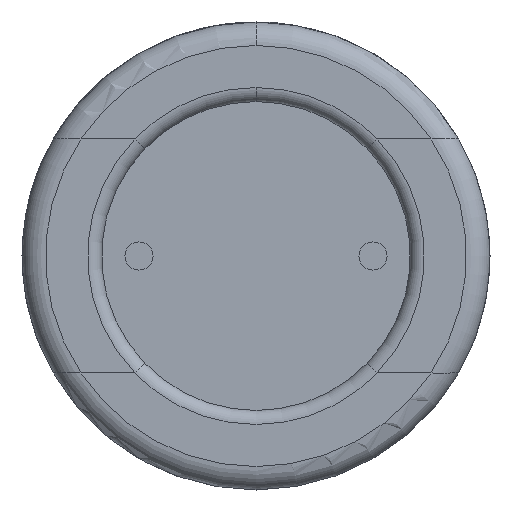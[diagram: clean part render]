
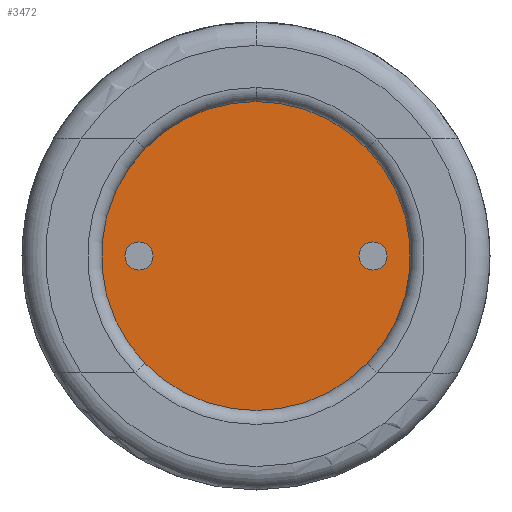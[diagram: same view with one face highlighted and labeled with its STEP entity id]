
A CAD part, front view. The second image highlights one B-rep face of the part: STEP entity #3472.
In plain terms, the highlighted planar face has unit normal (0, -1, 0).
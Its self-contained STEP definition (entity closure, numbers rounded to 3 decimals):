
#1326 = DIRECTION ( 'NONE',  ( 0., 0., -1. ) ) ;
#1774 = VERTEX_POINT ( 'NONE', #8849 ) ;
#1801 = AXIS2_PLACEMENT_3D ( 'NONE', #7261, #10117, #1326 ) ;
#1874 = EDGE_CURVE ( 'NONE', #11074, #4779, #5322, .T. ) ;
#2167 = FACE_OUTER_BOUND ( 'NONE', #10690, .T. ) ;
#2199 = CARTESIAN_POINT ( 'NONE',  ( -2.375, 0.3, -2.292 ) ) ;
#2219 = DIRECTION ( 'NONE',  ( 0., -1., 0. ) ) ;
#2284 = DIRECTION ( 'NONE',  ( 0., 0., -1. ) ) ;
#2734 = EDGE_CURVE ( 'NONE', #10522, #1774, #6099, .T. ) ;
#3170 = AXIS2_PLACEMENT_3D ( 'NONE', #3172, #6523, #2284 ) ;
#3171 = ORIENTED_EDGE ( 'NONE', *, *, #1874, .T. ) ;
#3172 = CARTESIAN_POINT ( 'NONE',  ( 0., 0.3, 0. ) ) ;
#3418 = DIRECTION ( 'NONE',  ( 0., 0., -1. ) ) ;
#3472 = ADVANCED_FACE ( 'NONE', ( #2167 ), #3945, .T. ) ;
#3666 = CIRCLE ( 'NONE', #9978, 3.3 ) ;
#3668 = EDGE_CURVE ( 'NONE', #1774, #8554, #10964, .T. ) ;
#3945 = PLANE ( 'NONE',  #5571 ) ;
#4273 = CARTESIAN_POINT ( 'NONE',  ( 0., 0.3, 3.3 ) ) ;
#4608 = CARTESIAN_POINT ( 'NONE',  ( 0., 0.3, 0. ) ) ;
#4779 = VERTEX_POINT ( 'NONE', #5262 ) ;
#4804 = ORIENTED_EDGE ( 'NONE', *, *, #8754, .T. ) ;
#5039 = DIRECTION ( 'NONE',  ( 0., -1., 0. ) ) ;
#5262 = CARTESIAN_POINT ( 'NONE',  ( 2.375, 0.3, 2.292 ) ) ;
#5322 = CIRCLE ( 'NONE', #3170, 3.3 ) ;
#5510 = DIRECTION ( 'NONE',  ( 0., -1., 0. ) ) ;
#5570 = CIRCLE ( 'NONE', #11137, 3.3 ) ;
#5571 = AXIS2_PLACEMENT_3D ( 'NONE', #5584, #2219, #9016 ) ;
#5584 = CARTESIAN_POINT ( 'NONE',  ( 0., 0.3, 0. ) ) ;
#5795 = DIRECTION ( 'NONE',  ( 0., -1., 0. ) ) ;
#6082 = EDGE_CURVE ( 'NONE', #8554, #11074, #5570, .T. ) ;
#6099 = CIRCLE ( 'NONE', #1801, 3.3 ) ;
#6523 = DIRECTION ( 'NONE',  ( 0., -1., 0. ) ) ;
#6717 = CARTESIAN_POINT ( 'NONE',  ( 0., 0.3, 0. ) ) ;
#6996 = CARTESIAN_POINT ( 'NONE',  ( 2.375, 0.3, -2.292 ) ) ;
#7173 = DIRECTION ( 'NONE',  ( 0., 0., -1. ) ) ;
#7261 = CARTESIAN_POINT ( 'NONE',  ( 0., 0.3, 0. ) ) ;
#7267 = ORIENTED_EDGE ( 'NONE', *, *, #3668, .T. ) ;
#7437 = ORIENTED_EDGE ( 'NONE', *, *, #6082, .T. ) ;
#8198 = ORIENTED_EDGE ( 'NONE', *, *, #2734, .T. ) ;
#8554 = VERTEX_POINT ( 'NONE', #2199 ) ;
#8613 = AXIS2_PLACEMENT_3D ( 'NONE', #9297, #5795, #9184 ) ;
#8754 = EDGE_CURVE ( 'NONE', #4779, #10522, #3666, .T. ) ;
#8849 = CARTESIAN_POINT ( 'NONE',  ( -2.375, 0.3, 2.292 ) ) ;
#9016 = DIRECTION ( 'NONE',  ( 0., 0., -1. ) ) ;
#9184 = DIRECTION ( 'NONE',  ( 0., 0., -1. ) ) ;
#9297 = CARTESIAN_POINT ( 'NONE',  ( 0., 0.3, 0. ) ) ;
#9978 = AXIS2_PLACEMENT_3D ( 'NONE', #6717, #5039, #3418 ) ;
#10117 = DIRECTION ( 'NONE',  ( 0., -1., 0. ) ) ;
#10522 = VERTEX_POINT ( 'NONE', #4273 ) ;
#10690 = EDGE_LOOP ( 'NONE', ( #3171, #4804, #8198, #7267, #7437 ) ) ;
#10964 = CIRCLE ( 'NONE', #8613, 3.3 ) ;
#11074 = VERTEX_POINT ( 'NONE', #6996 ) ;
#11137 = AXIS2_PLACEMENT_3D ( 'NONE', #4608, #5510, #7173 ) ;
